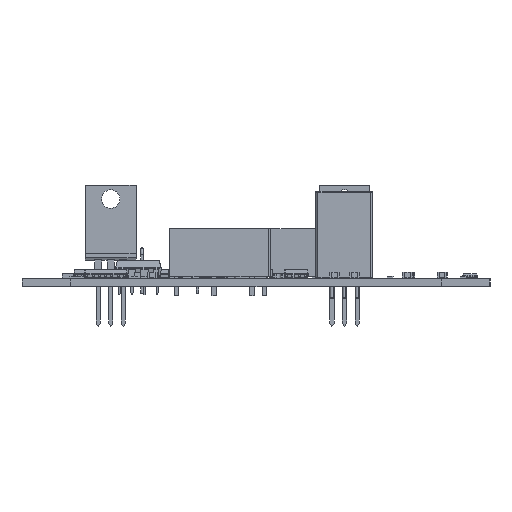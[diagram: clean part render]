
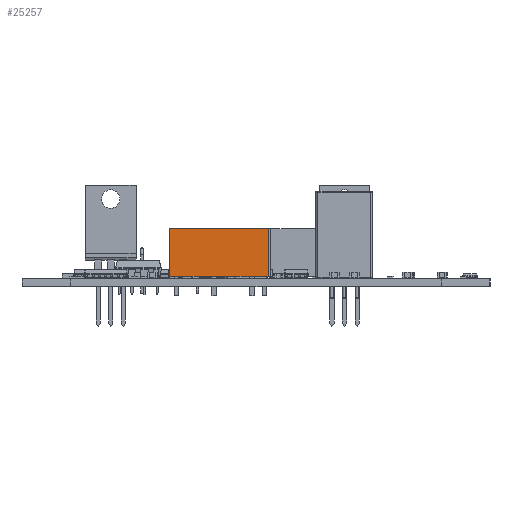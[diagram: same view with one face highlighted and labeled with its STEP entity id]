
A CAD part, left-side view. The second image highlights one B-rep face of the part: STEP entity #25257.
In plain terms, the highlighted face is planar.
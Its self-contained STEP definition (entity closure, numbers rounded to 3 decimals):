
#25222 = VERTEX_POINT('',#25223);
#25223 = CARTESIAN_POINT('',(11.328,-18.872,0.305));
#25231 = EDGE_CURVE('',#25232,#25222,#25234,.T.);
#25232 = VERTEX_POINT('',#25233);
#25233 = CARTESIAN_POINT('',(11.328,-18.872,10.008));
#25234 = LINE('',#25235,#25236);
#25235 = CARTESIAN_POINT('',(11.328,-18.872,10.008));
#25236 = VECTOR('',#25237,1.);
#25237 = DIRECTION('',(0.,0.,-1.));
#25257 = ADVANCED_FACE('',(#25258),#25283,.T.);
#25258 = FACE_BOUND('',#25259,.T.);
#25259 = EDGE_LOOP('',(#25260,#25268,#25276,#25282));
#25260 = ORIENTED_EDGE('',*,*,#25261,.F.);
#25261 = EDGE_CURVE('',#25262,#25222,#25264,.T.);
#25262 = VERTEX_POINT('',#25263);
#25263 = CARTESIAN_POINT('',(11.328,1.118,0.305));
#25264 = LINE('',#25265,#25266);
#25265 = CARTESIAN_POINT('',(11.328,1.118,0.305));
#25266 = VECTOR('',#25267,1.);
#25267 = DIRECTION('',(0.,-1.,0.));
#25268 = ORIENTED_EDGE('',*,*,#25269,.F.);
#25269 = EDGE_CURVE('',#25270,#25262,#25272,.T.);
#25270 = VERTEX_POINT('',#25271);
#25271 = CARTESIAN_POINT('',(11.328,1.118,10.008));
#25272 = LINE('',#25273,#25274);
#25273 = CARTESIAN_POINT('',(11.328,1.118,10.008));
#25274 = VECTOR('',#25275,1.);
#25275 = DIRECTION('',(0.,0.,-1.));
#25276 = ORIENTED_EDGE('',*,*,#25277,.F.);
#25277 = EDGE_CURVE('',#25232,#25270,#25278,.T.);
#25278 = LINE('',#25279,#25280);
#25279 = CARTESIAN_POINT('',(11.328,-18.872,10.008));
#25280 = VECTOR('',#25281,1.);
#25281 = DIRECTION('',(0.,1.,0.));
#25282 = ORIENTED_EDGE('',*,*,#25231,.T.);
#25283 = PLANE('',#25284);
#25284 = AXIS2_PLACEMENT_3D('',#25285,#25286,#25287);
#25285 = CARTESIAN_POINT('',(11.328,-18.872,0.305));
#25286 = DIRECTION('',(1.,0.,0.));
#25287 = DIRECTION('',(0.,0.,1.));
